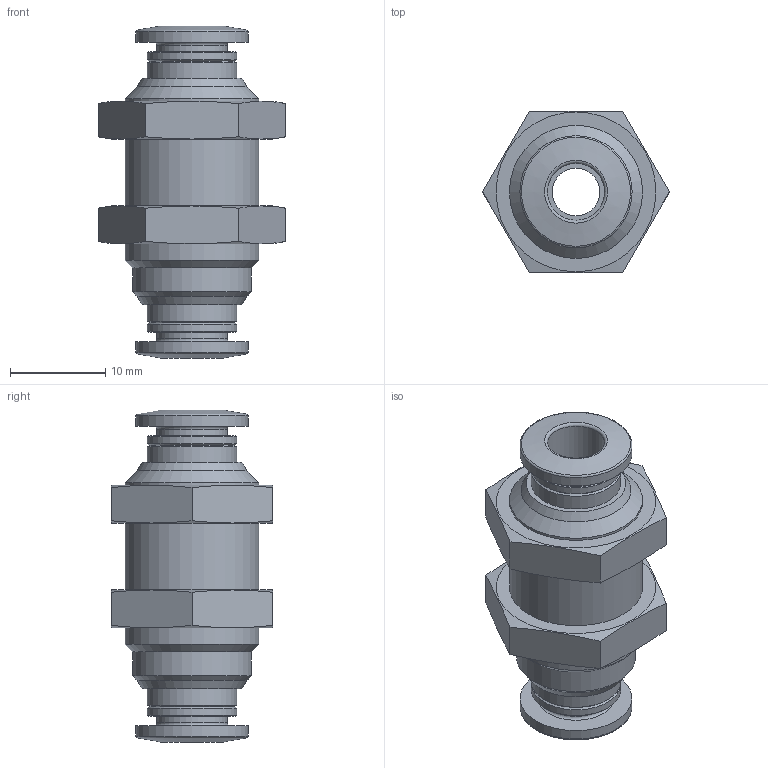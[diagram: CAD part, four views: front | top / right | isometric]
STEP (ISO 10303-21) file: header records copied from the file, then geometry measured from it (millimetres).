
FILE_DESCRIPTION(/* description */ ('STEP AP214'),/* implementation_level */ '2;1');
FILE_NAME(/* name */ '130789_QSS-6-100',/* time_stamp */ '2024-09-14T15:42:58+02:00',/* author */ ('License CC BY-ND 4.0'),/* organization */ ('CADENAS'),/* preprocessor_version */ 'ST-DEVELOPER v19.3',/* originating_system */ 'PARTsolutions',/* authorisation */ ' ');
FILE_SCHEMA (('CONFIG_CONTROL_DESIGN','MODEL_BASED_INTEGRATED_MANUFACTURING_SCHEMA','PROCESS_PLANNING_SCHEMA','AP242_MANAGED_MODEL_BASED_3D_ENGINEERING_MIM_LF { 1 0 10303 442 3 1 4 }','AUTOMOTIVE_DESIGN {1 0 10303 214 3 1 1}'));
Length unit declared in the file: millimetre
Products named in the file (3): 130789 QSS-6-100; 130789 QSS-6-100---(part); Flachmutter M14X1-4-17
Assembly tree (3 placements, depth 2):
  130789 QSS-6-100
    130789 QSS-6-100---(part)
    Flachmutter M14X1-4-17  x2
Bounding box: 19.63 x 17 x 34.9 mm (x, y, z)
Volume: 4172.2 mm3; surface area: 3616.1 mm2
Topology: 3 solids, 3 shells, 66 faces, 134 edges, 80 vertices
Faces by surface type: plane 24, cone 21, cylinder 15, torus 6
Full cylindrical faces by diameter (mm): 5 x1, 6 x2, 7.4 x2, 9.4 x4, 11.8 x2, 12.5 x1, 12.917 x2, 14 x1
Entity records: 1522 total; most frequent: CARTESIAN_POINT 227, DIRECTION 212, ORIENTED_EDGE 128, AXIS2_PLACEMENT_3D 103, EDGE_LOOP 100, FACE_BOUND 100, EDGE_CURVE 64, VERTEX_POINT 58
